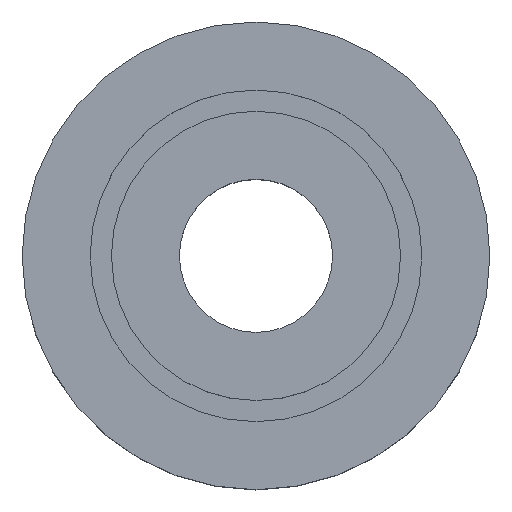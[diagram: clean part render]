
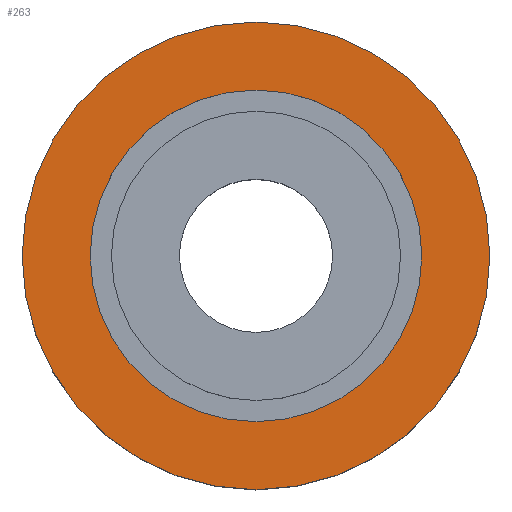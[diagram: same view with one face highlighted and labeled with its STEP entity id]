
A CAD part, top view. The second image highlights one B-rep face of the part: STEP entity #263.
In plain terms, the highlighted planar face has unit normal (0, 0, 1).
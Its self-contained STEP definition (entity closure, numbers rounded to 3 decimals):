
#56=FACE_BOUND('',#101,.T.);
#73=FACE_OUTER_BOUND('',#100,.T.);
#100=EDGE_LOOP('',(#221));
#101=EDGE_LOOP('',(#222));
#123=CIRCLE('',#313,7.8);
#124=CIRCLE('',#315,11.);
#143=VERTEX_POINT('',#466);
#144=VERTEX_POINT('',#470);
#170=EDGE_CURVE('',#143,#143,#123,.T.);
#171=EDGE_CURVE('',#144,#144,#124,.T.);
#221=ORIENTED_EDGE('',*,*,#171,.F.);
#222=ORIENTED_EDGE('',*,*,#170,.T.);
#246=PLANE('',#314);
#263=ADVANCED_FACE('',(#73,#56),#246,.T.);
#313=AXIS2_PLACEMENT_3D('',#468,#390,#391);
#314=AXIS2_PLACEMENT_3D('',#469,#392,#393);
#315=AXIS2_PLACEMENT_3D('',#471,#394,#395);
#390=DIRECTION('center_axis',(0.,0.,-1.));
#391=DIRECTION('ref_axis',(1.,0.,0.));
#392=DIRECTION('center_axis',(0.,0.,1.));
#393=DIRECTION('ref_axis',(1.,0.,0.));
#394=DIRECTION('center_axis',(0.,0.,-1.));
#395=DIRECTION('ref_axis',(1.,0.,0.));
#466=CARTESIAN_POINT('',(0.,-7.8,3.5));
#468=CARTESIAN_POINT('Origin',(0.,0.,3.5));
#469=CARTESIAN_POINT('Origin',(0.,11.,3.5));
#470=CARTESIAN_POINT('',(0.,-11.,3.5));
#471=CARTESIAN_POINT('Origin',(0.,0.,3.5));
